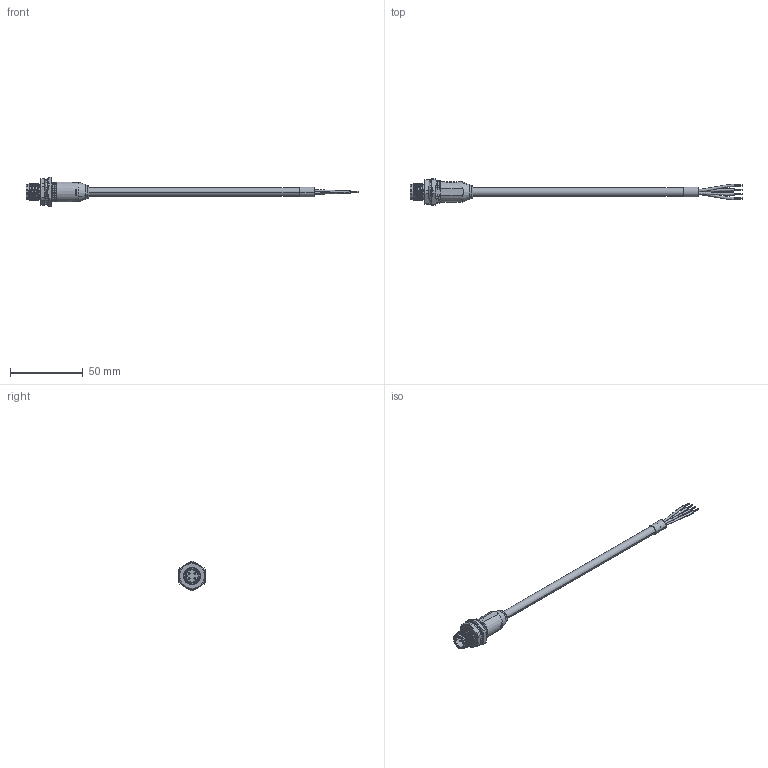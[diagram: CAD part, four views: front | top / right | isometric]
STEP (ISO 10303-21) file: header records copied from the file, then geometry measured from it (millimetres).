
FILE_DESCRIPTION (( 'STEP AP203' ), '1' );
FILE_NAME ('10-06447.step', '2025-11-12T18:40:41', ( '' ), ( '' ), 'SwSTEP 2.0', 'SolidWorks 2025', '' );
FILE_SCHEMA (( 'CONFIG_CONTROL_DESIGN' ));
Length unit declared in the file: millimetre
Products named in the file (7): 10-06447; 30-03673_spec; 56-00046; 32-00025_10 mm; 54-00539; 24-00455
Assembly tree (6 placements, depth 3):
  10-06447
    30-03673_spec
    24-00455
    54-00539
      54-00539
      56-00046
    32-00025_10 mm
Bounding box: 227.99 x 18 x 19.95 mm (x, y, z)
Volume: 9542.9 mm3; surface area: 34133.4 mm2
Topology: 150 solids, 150 shells, 1215 faces, 2494 edges, 1665 vertices
Faces by surface type: cylinder 576, plane 474, bspline 110, cone 51, torus 4
Entity records: 50879 total; most frequent: CARTESIAN_POINT 25146, DIRECTION 5117, ORIENTED_EDGE 4956, EDGE_CURVE 2478, AXIS2_PLACEMENT_3D 2177, VERTEX_POINT 1665, EDGE_LOOP 1337, FACE_OUTER_BOUND 1215
